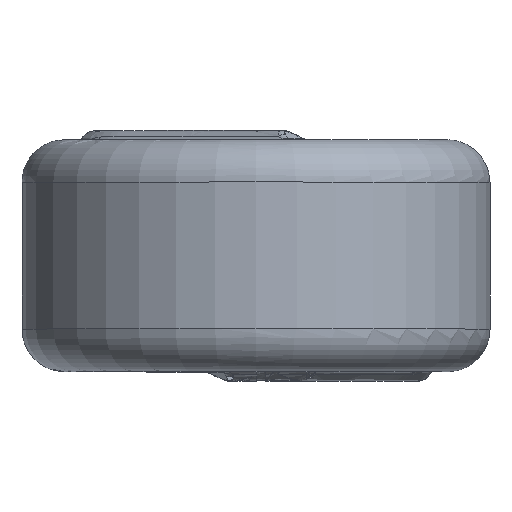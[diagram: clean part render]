
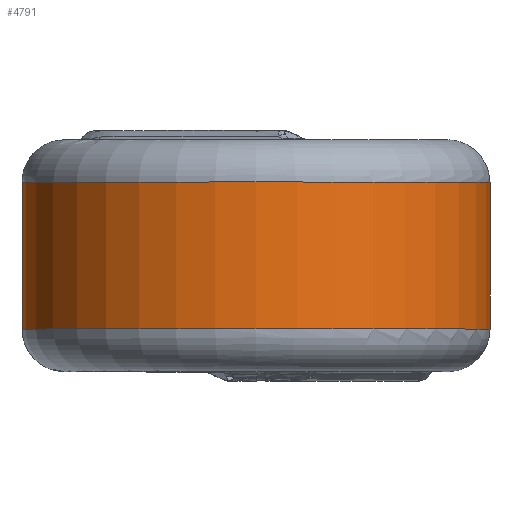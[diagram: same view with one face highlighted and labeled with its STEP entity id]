
A CAD part, top view. The second image highlights one B-rep face of the part: STEP entity #4791.
In plain terms, the highlighted cylindrical face has radius 5.5 mm (diameter 11 mm), a full revolution.
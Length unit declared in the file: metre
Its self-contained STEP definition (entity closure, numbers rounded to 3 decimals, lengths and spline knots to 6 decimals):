
#43=CIRCLE('',#4997,0.0055);
#44=CIRCLE('',#5000,0.0055);
#87=CYLINDRICAL_SURFACE('',#5001,0.0055);
#961=ORIENTED_EDGE('',*,*,#1940,.T.);
#962=ORIENTED_EDGE('',*,*,#1933,.F.);
#1933=EDGE_CURVE('',#2422,#2422,#43,.T.);
#1940=EDGE_CURVE('',#2427,#2427,#44,.T.);
#2422=VERTEX_POINT('',#8078);
#2427=VERTEX_POINT('',#8129);
#2840=EDGE_LOOP('',(#961));
#2841=EDGE_LOOP('',(#962));
#3068=FACE_BOUND('',#2840,.T.);
#3069=FACE_BOUND('',#2841,.T.);
#4791=ADVANCED_FACE('',(#3068,#3069),#87,.T.);
#4997=AXIS2_PLACEMENT_3D('',#8077,#5284,#5285);
#5000=AXIS2_PLACEMENT_3D('',#8128,#5291,#5292);
#5001=AXIS2_PLACEMENT_3D('',#8130,#5293,#5294);
#5284=DIRECTION('',(0.,1.,0.));
#5285=DIRECTION('',(0.,0.,1.));
#5291=DIRECTION('',(0.,1.,0.));
#5292=DIRECTION('',(0.,0.,1.));
#5293=DIRECTION('',(0.,1.,0.));
#5294=DIRECTION('',(0.,0.,1.));
#8077=CARTESIAN_POINT('',(0.,0.001725,0.));
#8078=CARTESIAN_POINT('',(0.,0.001725,0.0055));
#8128=CARTESIAN_POINT('',(0.,-0.001725,0.));
#8129=CARTESIAN_POINT('',(0.,-0.001725,0.0055));
#8130=CARTESIAN_POINT('',(0.,-0.002725,0.));
